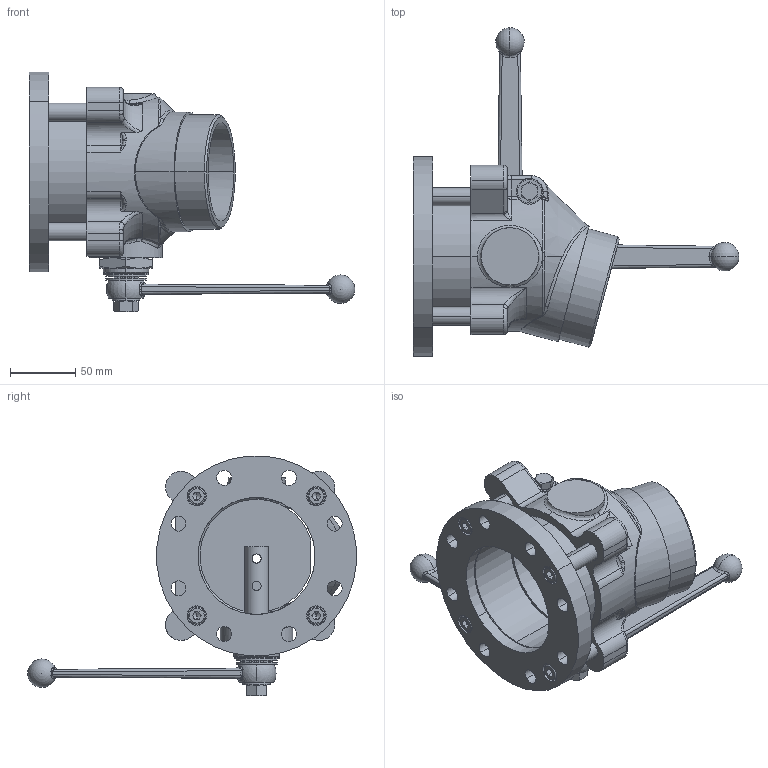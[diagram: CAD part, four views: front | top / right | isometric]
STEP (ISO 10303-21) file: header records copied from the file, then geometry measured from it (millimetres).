
FILE_DESCRIPTION (( 'STEP AP214' ), '1' );
FILE_NAME ('SGAT80DO_251886.STEP', '2012-09-24T05:27:20', ( 'Admin2' ), ( '' ), 'SwSTEP 2.0', 'SolidWorks 2010', '' );
FILE_SCHEMA (( 'AUTOMOTIVE_DESIGN' ));
Length unit declared in the file: millimetre
Products named in the file (1): SGAT80DO_251886
Bounding box: 250.5 x 252.71 x 184.31 mm (x, y, z)
Surface area: 193483.7 mm2 (no closed solid volume)
Topology: 0 solids, 33 shells, 845 faces, 2568 edges, 1683 vertices
Faces by surface type: plane 337, bspline 227, cylinder 153, torus 67, cone 51, sphere 10
Entity records: 51871 total; most frequent: CARTESIAN_POINT 23166, ORIENTED_EDGE 4398, DIRECTION 3743, EDGE_CURVE 2533, VERTEX_POINT 1671, VECTOR 1259, LINE 1259, AXIS2_PLACEMENT_3D 1242
